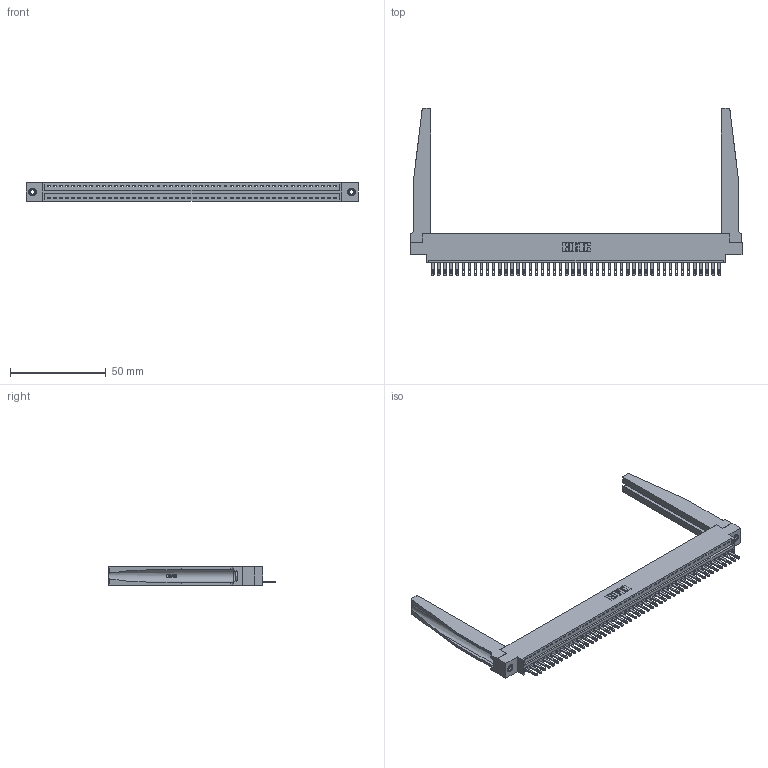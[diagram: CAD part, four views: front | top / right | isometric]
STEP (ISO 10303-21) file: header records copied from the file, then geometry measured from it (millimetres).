
FILE_DESCRIPTION (( 'STEP AP203' ), '1' );
FILE_NAME ('346-048-500-678.STEP', '2022-05-09T22:51:22', ( '' ), ( '' ), 'SwSTEP 2.0', 'SolidWorks 2020', '' );
FILE_SCHEMA (( 'CONFIG_CONTROL_DESIGN' ));
Length unit declared in the file: inch
Products named in the file (5): 346 Part_0.170 Offset - 0.156 Dia-TH; 346-220-078_345-220-078; 345-292-001_345-293-100; 345-250-001_345-250-001-102; 346-048-500-678
Assembly tree (53 placements, depth 2):
  346-048-500-678
    346 Part_0.170 Offset - 0.156 Dia-TH
    345-292-001_345-293-100  x48
    346-220-078_345-220-078  x2
    345-250-001_345-250-001-102  x2
Bounding box: 172.97 x 87.12 x 9.4 mm (x, y, z)
Volume: 22786 mm3; surface area: 27306.3 mm2
Topology: 5 solids, 53 shells, 2870 faces, 9049 edges, 6022 vertices
Faces by surface type: plane 1772, cylinder 1046, bspline 36, cone 12, torus 4
Entity records: 34208 total; most frequent: CARTESIAN_POINT 6777, ORIENTED_EDGE 5646, DIRECTION 4957, EDGE_CURVE 2823, LINE 2401, VECTOR 2401, VERTEX_POINT 1876, AXIS2_PLACEMENT_3D 1278
